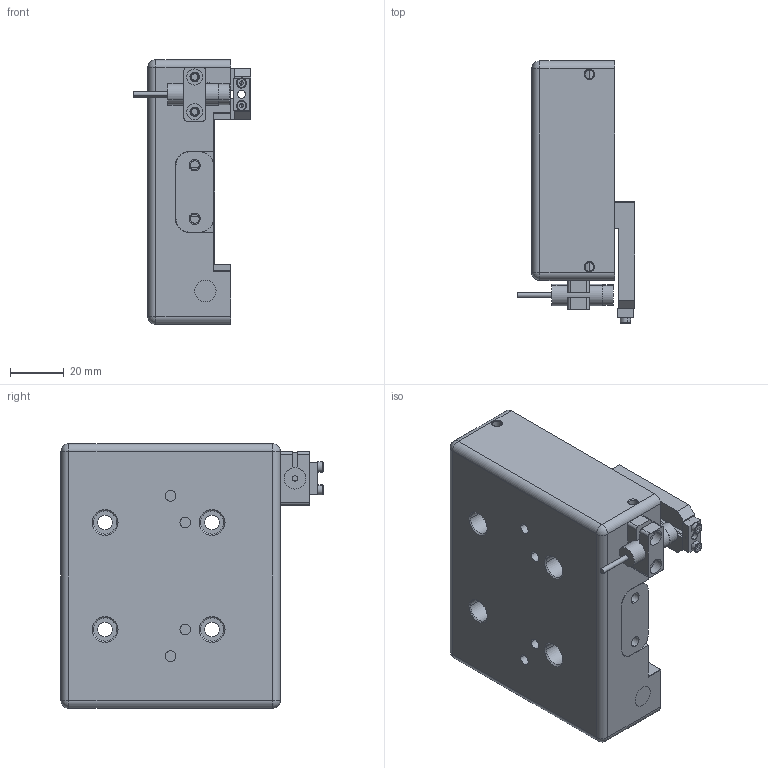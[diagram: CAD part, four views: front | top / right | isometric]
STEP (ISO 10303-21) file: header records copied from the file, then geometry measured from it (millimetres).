
FILE_DESCRIPTION (( 'STEP AP203' ), '1' );
FILE_NAME ('HT-ZG12.STEP', '2024-12-15T11:26:47', ( 'USER-' ), ( 'Microsoft' ), 'SwSTEP 2.0', 'SolidWorks 2018', '' );
FILE_SCHEMA (( 'CONFIG_CONTROL_DESIGN' ));
Length unit declared in the file: millimetre
Products named in the file (14): 埴翐芛_GB_FASTENER_SCREWS_HSHCS M2X8-N; 25x12-R3; HT-ZG12杅耀; 癹弇輸; 揤輸杅耀.sldasm-Part-9; 遣喳覜茼璃; 8MM粣; 粣創假蚾极 淩; 嘐隅薊极; HT-ZG12杅耀.sldasm-Part-6; HT-ZG12杅耀.sldasm-Part-1; 粟銅揤啣; 揤輸蚾饜极; HT-ZG12
Assembly tree (16 placements, depth 3):
  HT-ZG12
    HT-ZG12杅耀
      HT-ZG12杅耀.sldasm-Part-1
      HT-ZG12杅耀.sldasm-Part-6
    8MM粣  x2
    遣喳覜茼璃
    癹弇輸  x2
    粣創假蚾极 淩
    粟銅揤啣
    嘐隅薊极
    25x12-R3
    揤輸蚾饜极
      揤輸杅耀.sldasm-Part-9
      埴翐芛_GB_FASTENER_SCREWS_HSHCS M2X8-N  x2
Bounding box: 44 x 98 x 99 mm (x, y, z)
Volume: 192535.6 mm3; surface area: 68676.8 mm2
Topology: 16 solids, 16 shells, 859 faces, 2287 edges, 1501 vertices
Faces by surface type: plane 424, cylinder 230, bspline 155, cone 42, sphere 4, torus 4
Entity records: 32753 total; most frequent: CARTESIAN_POINT 11268, ORIENTED_EDGE 4374, DIRECTION 3689, EDGE_CURVE 2187, VERTEX_POINT 1444, LINE 1375, VECTOR 1375, AXIS2_PLACEMENT_3D 1157
